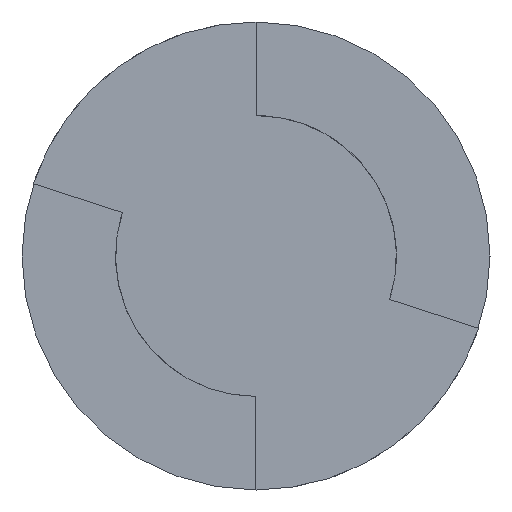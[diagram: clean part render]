
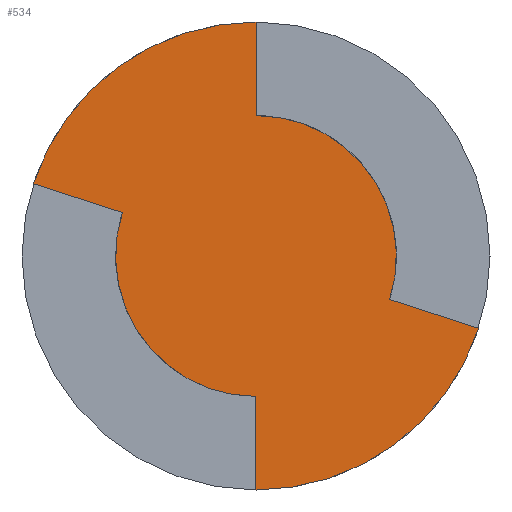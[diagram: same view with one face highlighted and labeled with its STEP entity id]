
A CAD part, front view. The second image highlights one B-rep face of the part: STEP entity #534.
In plain terms, the highlighted planar face has unit normal (0, -1, 0).
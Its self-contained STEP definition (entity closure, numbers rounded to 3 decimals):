
#9 = CARTESIAN_POINT ( 'NONE',  ( 0., 0., -2.1 ) ) ;
#18 = CARTESIAN_POINT ( 'NONE',  ( 0., 0., 0. ) ) ;
#22 = CARTESIAN_POINT ( 'NONE',  ( 0., 0., 0. ) ) ;
#40 = ORIENTED_EDGE ( 'NONE', *, *, #693, .F. ) ;
#42 = CARTESIAN_POINT ( 'NONE',  ( -1.997, 0., 0.649 ) ) ;
#52 = AXIS2_PLACEMENT_3D ( 'NONE', #334, #649, #353 ) ;
#69 = VERTEX_POINT ( 'NONE', #747 ) ;
#78 = CIRCLE ( 'NONE', #525, 2.1 ) ;
#85 = VERTEX_POINT ( 'NONE', #42 ) ;
#120 = VECTOR ( 'NONE', #319, 1000. ) ;
#135 = CARTESIAN_POINT ( 'NONE',  ( 0., 0., 0. ) ) ;
#146 = ORIENTED_EDGE ( 'NONE', *, *, #629, .T. ) ;
#154 = DIRECTION ( 'NONE',  ( 0., 1., 0. ) ) ;
#179 = DIRECTION ( 'NONE',  ( 0., 0., 1. ) ) ;
#194 = CIRCLE ( 'NONE', #52, 2.1 ) ;
#220 = EDGE_CURVE ( 'NONE', #383, #547, #709, .T. ) ;
#236 = VERTEX_POINT ( 'NONE', #301 ) ;
#242 = VECTOR ( 'NONE', #561, 1000. ) ;
#245 = DIRECTION ( 'NONE',  ( 0., 0., -1. ) ) ;
#250 = LINE ( 'NONE', #305, #756 ) ;
#269 = ORIENTED_EDGE ( 'NONE', *, *, #545, .T. ) ;
#282 = CARTESIAN_POINT ( 'NONE',  ( 0., 0., 0. ) ) ;
#288 = ORIENTED_EDGE ( 'NONE', *, *, #361, .T. ) ;
#291 = EDGE_CURVE ( 'NONE', #85, #351, #482, .T. ) ;
#293 = EDGE_LOOP ( 'NONE', ( #146, #748, #571, #288, #689, #40, #718, #269 ) ) ;
#301 = CARTESIAN_POINT ( 'NONE',  ( 1.997, 0., -0.649 ) ) ;
#305 = CARTESIAN_POINT ( 'NONE',  ( 0., 0., 0. ) ) ;
#315 = DIRECTION ( 'NONE',  ( 0., 1., 0. ) ) ;
#319 = DIRECTION ( 'NONE',  ( 0., 0., 1. ) ) ;
#327 = CARTESIAN_POINT ( 'NONE',  ( 0., 0., 0. ) ) ;
#334 = CARTESIAN_POINT ( 'NONE',  ( 0., 0., 0. ) ) ;
#335 = AXIS2_PLACEMENT_3D ( 'NONE', #282, #154, #341 ) ;
#341 = DIRECTION ( 'NONE',  ( 0., 0., 1. ) ) ;
#347 = VERTEX_POINT ( 'NONE', #566 ) ;
#351 = VERTEX_POINT ( 'NONE', #495 ) ;
#353 = DIRECTION ( 'NONE',  ( 0., 0., -1. ) ) ;
#361 = EDGE_CURVE ( 'NONE', #236, #69, #78, .T. ) ;
#370 = EDGE_CURVE ( 'NONE', #236, #383, #576, .T. ) ;
#371 = DIRECTION ( 'NONE',  ( 0., 1., 0. ) ) ;
#375 = DIRECTION ( 'NONE',  ( 0., -1., 0. ) ) ;
#383 = VERTEX_POINT ( 'NONE', #503 ) ;
#398 = VERTEX_POINT ( 'NONE', #9 ) ;
#412 = EDGE_CURVE ( 'NONE', #69, #347, #501, .T. ) ;
#414 = FACE_OUTER_BOUND ( 'NONE', #293, .T. ) ;
#455 = PLANE ( 'NONE',  #335 ) ;
#459 = CARTESIAN_POINT ( 'NONE',  ( 0., 0., -3.5 ) ) ;
#482 = LINE ( 'NONE', #716, #497 ) ;
#495 = CARTESIAN_POINT ( 'NONE',  ( -3.329, 0., 1.082 ) ) ;
#497 = VECTOR ( 'NONE', #668, 1000. ) ;
#499 = AXIS2_PLACEMENT_3D ( 'NONE', #327, #371, #179 ) ;
#501 = LINE ( 'NONE', #135, #120 ) ;
#503 = CARTESIAN_POINT ( 'NONE',  ( 3.329, 0., -1.082 ) ) ;
#525 = AXIS2_PLACEMENT_3D ( 'NONE', #18, #375, #681 ) ;
#534 = ADVANCED_FACE ( 'NONE', ( #414 ), #455, .F. ) ;
#545 = EDGE_CURVE ( 'NONE', #85, #398, #194, .T. ) ;
#547 = VERTEX_POINT ( 'NONE', #459 ) ;
#561 = DIRECTION ( 'NONE',  ( 0.951, 0., -0.309 ) ) ;
#564 = DIRECTION ( 'NONE',  ( 0., 0., 1. ) ) ;
#566 = CARTESIAN_POINT ( 'NONE',  ( 0., 0., 3.5 ) ) ;
#571 = ORIENTED_EDGE ( 'NONE', *, *, #370, .F. ) ;
#576 = LINE ( 'NONE', #22, #242 ) ;
#618 = CARTESIAN_POINT ( 'NONE',  ( 0., 0., 0. ) ) ;
#629 = EDGE_CURVE ( 'NONE', #398, #547, #250, .T. ) ;
#649 = DIRECTION ( 'NONE',  ( 0., -1., 0. ) ) ;
#668 = DIRECTION ( 'NONE',  ( -0.951, 0., 0.309 ) ) ;
#681 = DIRECTION ( 'NONE',  ( 0., 0., -1. ) ) ;
#689 = ORIENTED_EDGE ( 'NONE', *, *, #412, .T. ) ;
#693 = EDGE_CURVE ( 'NONE', #351, #347, #768, .T. ) ;
#697 = AXIS2_PLACEMENT_3D ( 'NONE', #618, #315, #564 ) ;
#709 = CIRCLE ( 'NONE', #499, 3.5 ) ;
#716 = CARTESIAN_POINT ( 'NONE',  ( 0., 0., 0. ) ) ;
#718 = ORIENTED_EDGE ( 'NONE', *, *, #291, .F. ) ;
#747 = CARTESIAN_POINT ( 'NONE',  ( 0., 0., 2.1 ) ) ;
#748 = ORIENTED_EDGE ( 'NONE', *, *, #220, .F. ) ;
#756 = VECTOR ( 'NONE', #245, 1000. ) ;
#768 = CIRCLE ( 'NONE', #697, 3.5 ) ;
